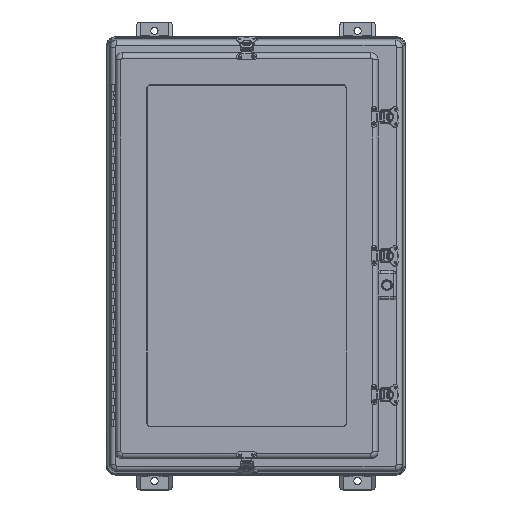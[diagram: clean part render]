
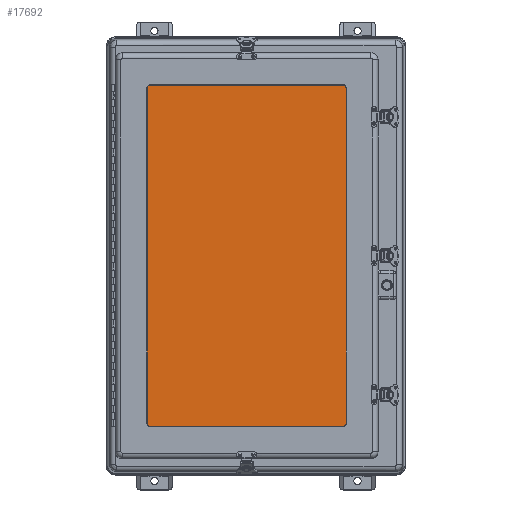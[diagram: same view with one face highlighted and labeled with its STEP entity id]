
A CAD part, top view. The second image highlights one B-rep face of the part: STEP entity #17692.
In plain terms, the highlighted planar face has unit normal (0, 0, 1).
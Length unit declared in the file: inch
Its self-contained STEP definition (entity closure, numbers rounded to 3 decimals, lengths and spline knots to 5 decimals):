
#1892 = CARTESIAN_POINT ( 'NONE',  ( 6.09402, 11.98, 8.64338 ) ) ;
#2917 = CARTESIAN_POINT ( 'NONE',  ( 6.32402, 11.75, 8.64338 ) ) ;
#3252 = CARTESIAN_POINT ( 'NONE',  ( -7.40598, 11.98, 8.64338 ) ) ;
#3262 = DIRECTION ( 'NONE',  ( 0., 0., 1. ) ) ;
#4760 = CARTESIAN_POINT ( 'NONE',  ( -7.63598, -11.75, 8.64338 ) ) ;
#7410 = CARTESIAN_POINT ( 'NONE',  ( 6.32402, -11.75, 8.64338 ) ) ;
#7861 = VERTEX_POINT ( 'NONE', #90103 ) ;
#8965 = VECTOR ( 'NONE', #100412, 39.37008 ) ;
#10642 = VERTEX_POINT ( 'NONE', #66272 ) ;
#10770 = FACE_OUTER_BOUND ( 'NONE', #29742, .T. ) ;
#11413 = VERTEX_POINT ( 'NONE', #1892 ) ;
#12336 = CARTESIAN_POINT ( 'NONE',  ( 6.09402, 11.75, 8.64338 ) ) ;
#14048 = LINE ( 'NONE', #91246, #45808 ) ;
#14500 = CARTESIAN_POINT ( 'NONE',  ( -7.40598, 11.75, 8.64338 ) ) ;
#17409 = ORIENTED_EDGE ( 'NONE', *, *, #100924, .F. ) ;
#17692 = ADVANCED_FACE ( 'NONE', ( #10770 ), #99030, .T. ) ;
#18550 = DIRECTION ( 'NONE',  ( 0., 1., 0. ) ) ;
#18716 = VERTEX_POINT ( 'NONE', #72765 ) ;
#19721 = AXIS2_PLACEMENT_3D ( 'NONE', #14500, #79702, #95644 ) ;
#20402 = VERTEX_POINT ( 'NONE', #7410 ) ;
#22192 = AXIS2_PLACEMENT_3D ( 'NONE', #48875, #73689, #57046 ) ;
#22382 = EDGE_CURVE ( 'NONE', #10642, #103417, #69661, .T. ) ;
#25698 = ORIENTED_EDGE ( 'NONE', *, *, #70108, .F. ) ;
#25829 = ORIENTED_EDGE ( 'NONE', *, *, #22382, .F. ) ;
#28017 = CARTESIAN_POINT ( 'NONE',  ( -7.63598, 11.75, 8.64338 ) ) ;
#28118 = DIRECTION ( 'NONE',  ( 0., 1., 0. ) ) ;
#29742 = EDGE_LOOP ( 'NONE', ( #74756, #25698, #25829, #17409, #90042, #54703, #34189, #32372 ) ) ;
#32372 = ORIENTED_EDGE ( 'NONE', *, *, #78834, .F. ) ;
#32875 = VERTEX_POINT ( 'NONE', #93978 ) ;
#34189 = ORIENTED_EDGE ( 'NONE', *, *, #86663, .F. ) ;
#42751 = DIRECTION ( 'NONE',  ( -1., 0., 0. ) ) ;
#43766 = CARTESIAN_POINT ( 'NONE',  ( -7.40598, 11.98, 8.64338 ) ) ;
#44152 = CIRCLE ( 'NONE', #22192, 0.23 ) ;
#45808 = VECTOR ( 'NONE', #42751, 39.37008 ) ;
#48652 = EDGE_CURVE ( 'NONE', #59021, #11413, #97278, .T. ) ;
#48875 = CARTESIAN_POINT ( 'NONE',  ( 6.09402, -11.75, 8.64338 ) ) ;
#50512 = CARTESIAN_POINT ( 'NONE',  ( -0.65598, 0., 8.64338 ) ) ;
#54703 = ORIENTED_EDGE ( 'NONE', *, *, #98494, .F. ) ;
#57046 = DIRECTION ( 'NONE',  ( 0., 1., 0. ) ) ;
#59021 = VERTEX_POINT ( 'NONE', #43766 ) ;
#61989 = CIRCLE ( 'NONE', #99061, 0.23 ) ;
#63543 = EDGE_CURVE ( 'NONE', #18716, #7861, #14048, .T. ) ;
#66272 = CARTESIAN_POINT ( 'NONE',  ( -7.63598, -11.75, 8.64338 ) ) ;
#67889 = CIRCLE ( 'NONE', #19721, 0.23 ) ;
#69661 = LINE ( 'NONE', #4760, #74725 ) ;
#70108 = EDGE_CURVE ( 'NONE', #103417, #59021, #67889, .T. ) ;
#72765 = CARTESIAN_POINT ( 'NONE',  ( 6.09402, -11.98, 8.64338 ) ) ;
#73689 = DIRECTION ( 'NONE',  ( 0., 0., -1. ) ) ;
#74267 = AXIS2_PLACEMENT_3D ( 'NONE', #50512, #3262, #18550 ) ;
#74725 = VECTOR ( 'NONE', #101889, 39.37008 ) ;
#74756 = ORIENTED_EDGE ( 'NONE', *, *, #48652, .F. ) ;
#76622 = DIRECTION ( 'NONE',  ( 0., 0., -1. ) ) ;
#78737 = LINE ( 'NONE', #2917, #8965 ) ;
#78834 = EDGE_CURVE ( 'NONE', #11413, #32875, #61989, .T. ) ;
#79702 = DIRECTION ( 'NONE',  ( 0., 0., -1. ) ) ;
#84968 = DIRECTION ( 'NONE',  ( 0., 1., 0. ) ) ;
#86147 = DIRECTION ( 'NONE',  ( 1., 0., 0. ) ) ;
#86663 = EDGE_CURVE ( 'NONE', #32875, #20402, #78737, .T. ) ;
#90042 = ORIENTED_EDGE ( 'NONE', *, *, #63543, .F. ) ;
#90103 = CARTESIAN_POINT ( 'NONE',  ( -7.40598, -11.98, 8.64338 ) ) ;
#90817 = VECTOR ( 'NONE', #86147, 39.37008 ) ;
#91246 = CARTESIAN_POINT ( 'NONE',  ( 6.09402, -11.98, 8.64338 ) ) ;
#92777 = DIRECTION ( 'NONE',  ( 0., 0., -1. ) ) ;
#93572 = CIRCLE ( 'NONE', #94451, 0.23 ) ;
#93635 = CARTESIAN_POINT ( 'NONE',  ( -7.40598, -11.75, 8.64338 ) ) ;
#93978 = CARTESIAN_POINT ( 'NONE',  ( 6.32402, 11.75, 8.64338 ) ) ;
#94451 = AXIS2_PLACEMENT_3D ( 'NONE', #93635, #76622, #28118 ) ;
#95644 = DIRECTION ( 'NONE',  ( 0., 1., 0. ) ) ;
#97278 = LINE ( 'NONE', #3252, #90817 ) ;
#98494 = EDGE_CURVE ( 'NONE', #20402, #18716, #44152, .T. ) ;
#99030 = PLANE ( 'NONE',  #74267 ) ;
#99061 = AXIS2_PLACEMENT_3D ( 'NONE', #12336, #92777, #84968 ) ;
#100412 = DIRECTION ( 'NONE',  ( 0., -1., 0. ) ) ;
#100924 = EDGE_CURVE ( 'NONE', #7861, #10642, #93572, .T. ) ;
#101889 = DIRECTION ( 'NONE',  ( 0., 1., 0. ) ) ;
#103417 = VERTEX_POINT ( 'NONE', #28017 ) ;
